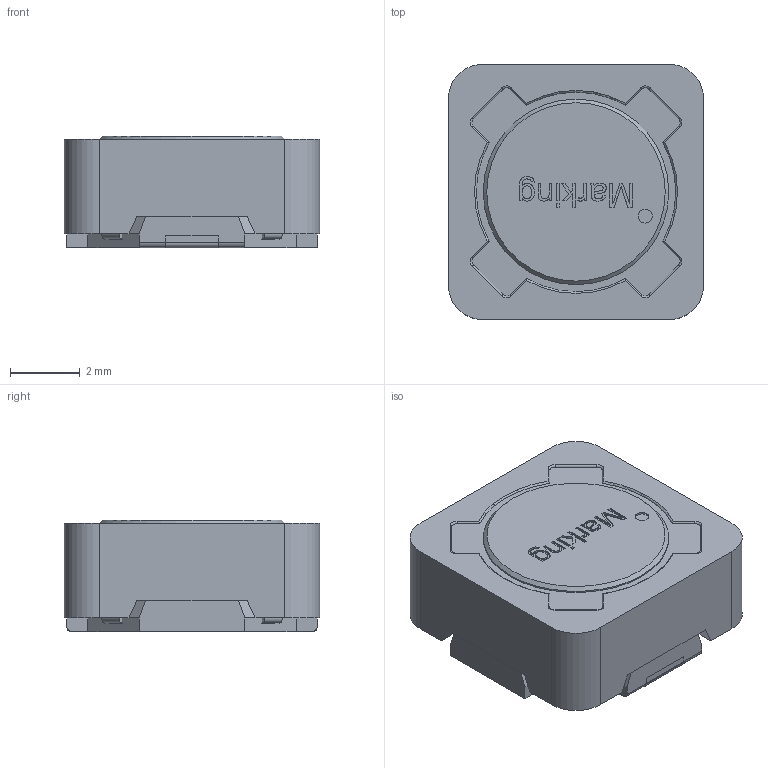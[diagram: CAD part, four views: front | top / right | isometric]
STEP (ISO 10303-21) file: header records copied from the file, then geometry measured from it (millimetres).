
FILE_DESCRIPTION( ( 'Unknown' ), '1' );
FILE_NAME( 'IndPDA_7332.stp', 'Unknown', ( 'Unknown' ), ( 'Unknown' ), 'PSStep 16.0.42', 'Unknown', ' ' );
FILE_SCHEMA( ( 'AUTOMOTIVE_DESIGN { 1 0 10303 214 1 1 1 1 }' ) );
Length unit declared in the file: millimetre
Products named in the file (9): Leadframe; contact; Assem1; Ferrite_5.3x2.8; Ferrite-Ring7.3x2.7x5.7; Glue; Umspritzung_1
Assembly tree (11 placements, depth 3):
  Assem1
    Ferrite_5.3x2.8
    Ferrite-Ring7.3x2.7x5.7
    Glue
    Umspritzung_1
    Leadframe
      Leadframe
      Leadframe
      contact  x4
Bounding box: 7.3 x 7.3 x 3.2 mm (x, y, z)
Volume: 128.8 mm3; surface area: 560.3 mm2
Topology: 10 solids, 10 shells, 498 faces, 1281 edges, 824 vertices
Faces by surface type: plane 327, cylinder 126, torus 26, extrusion 16, cone 3
Full cylindrical faces by diameter (mm): 0.4 x1, 0.6 x4, 2.6 x1, 5.3 x3, 5.45 x1
Entity records: 17526 total; most frequent: CARTESIAN_POINT 3477, ORIENTED_EDGE 2178, DIRECTION 2113, EDGE_CURVE 1089, VECTOR 743, LINE 727, VERTEX_POINT 708, AXIS2_PLACEMENT_3D 685
